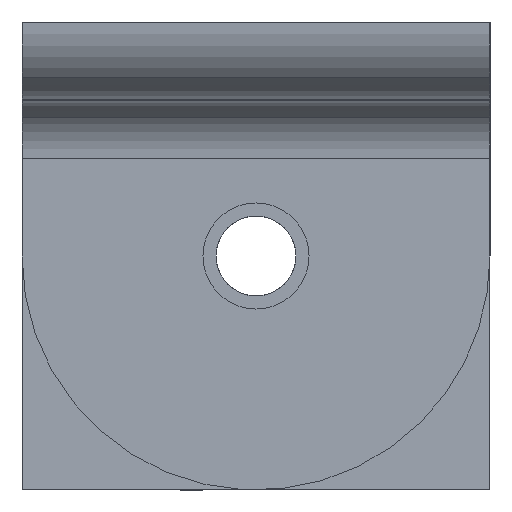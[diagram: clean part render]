
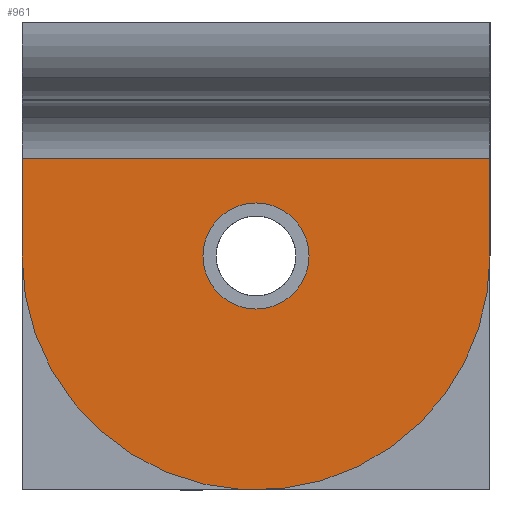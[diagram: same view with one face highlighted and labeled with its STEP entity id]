
A CAD part, left-side view. The second image highlights one B-rep face of the part: STEP entity #961.
In plain terms, the highlighted free-form (B-spline) face has degree [1, 1] with [2, 2] control points.
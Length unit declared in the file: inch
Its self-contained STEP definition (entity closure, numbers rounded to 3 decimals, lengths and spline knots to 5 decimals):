
#158=CARTESIAN_POINT('',(-1.,-0.53033,0.21967));
#159=VERTEX_POINT('',#158);
#175=CARTESIAN_POINT('',(-1.0,-0.75,0.75));
#176=VERTEX_POINT('',#175);
#183=CARTESIAN_POINT('',(-1.,0.,0.75));
#184=DIRECTION('',(-1.,0.,0.));
#185=DIRECTION('',(0.,-0.707,-0.707));
#186=AXIS2_PLACEMENT_3D('',#183,#184,#185);
#187=CIRCLE('',#186,0.75);
#188=EDGE_CURVE('',#159,#176,#187,.T.);
#219=CARTESIAN_POINT('',(-1.,0.17,0.75));
#220=VERTEX_POINT('',#219);
#229=CARTESIAN_POINT('',(-1.,-0.17,0.75));
#230=VERTEX_POINT('',#229);
#231=CARTESIAN_POINT('',(-1.,0.,0.75));
#232=DIRECTION('',(-1.0,0.0,0.0));
#233=DIRECTION('',(0.0,1.0,0.0));
#234=AXIS2_PLACEMENT_3D('',#231,#232,#233);
#235=CIRCLE('',#234,0.17);
#236=EDGE_CURVE('',#220,#230,#235,.T.);
#481=CARTESIAN_POINT('',(-1.,0.75,1.062));
#482=VERTEX_POINT('',#481);
#490=CARTESIAN_POINT('',(-1.0,-0.75,1.062));
#491=VERTEX_POINT('',#490);
#492=CARTESIAN_POINT('',(-1.0,-0.75,1.062));
#493=DIRECTION('',(0.0,1.0,0.0));
#494=VECTOR('',#493,1.5);
#495=LINE('',#492,#494);
#496=EDGE_CURVE('',#491,#482,#495,.T.);
#760=CARTESIAN_POINT('',(-1.0,-0.75,0.75));
#761=DIRECTION('',(0.0,0.0,1.0));
#762=VECTOR('',#761,0.312);
#763=LINE('',#760,#762);
#764=EDGE_CURVE('',#176,#491,#763,.T.);
#842=CARTESIAN_POINT('',(-1.,0.,0.75));
#843=DIRECTION('',(-1.0,0.0,0.0));
#844=DIRECTION('',(0.0,1.0,0.0));
#845=AXIS2_PLACEMENT_3D('',#842,#843,#844);
#846=CIRCLE('',#845,0.17);
#847=EDGE_CURVE('',#230,#220,#846,.T.);
#857=CARTESIAN_POINT('',(-1.,0.75,0.75));
#858=VERTEX_POINT('',#857);
#859=CARTESIAN_POINT('',(-1.,0.75,1.062));
#860=DIRECTION('',(0.0,0.0,-1.0));
#861=VECTOR('',#860,0.312);
#862=LINE('',#859,#861);
#863=EDGE_CURVE('',#482,#858,#862,.T.);
#913=CARTESIAN_POINT('',(-1.,0.,0.75));
#914=DIRECTION('',(-1.,0.,0.));
#915=DIRECTION('',(0.,-0.707,-0.707));
#916=AXIS2_PLACEMENT_3D('',#913,#914,#915);
#917=CIRCLE('',#916,0.75);
#918=EDGE_CURVE('',#858,#159,#917,.T.);
#945=CARTESIAN_POINT('',(-1.,0.75,1.062));
#946=CARTESIAN_POINT('',(-1.,0.75,0.));
#947=CARTESIAN_POINT('',(-1.,-0.75,1.062));
#948=CARTESIAN_POINT('',(-1.,-0.75,0.));
#949=B_SPLINE_SURFACE_WITH_KNOTS('',1,1,((#945,#947),(#946,#948)),.UNSPECIFIED.,.F.,.F.,.U.,(2,2),(2,2),(0.0,1.062),(0.0,1.5),.UNSPECIFIED.);
#950=ORIENTED_EDGE('',*,*,#496,.T.);
#951=ORIENTED_EDGE('',*,*,#863,.T.);
#952=ORIENTED_EDGE('',*,*,#918,.T.);
#953=ORIENTED_EDGE('',*,*,#188,.T.);
#954=ORIENTED_EDGE('',*,*,#764,.T.);
#955=EDGE_LOOP('',(#950,#951,#952,#953,#954));
#956=FACE_OUTER_BOUND('',#955,.T.);
#957=ORIENTED_EDGE('',*,*,#236,.F.);
#958=ORIENTED_EDGE('',*,*,#847,.F.);
#959=EDGE_LOOP('',(#957,#958));
#960=FACE_BOUND('',#959,.T.);
#961=ADVANCED_FACE('',(#956,#960),#949,.T.);
